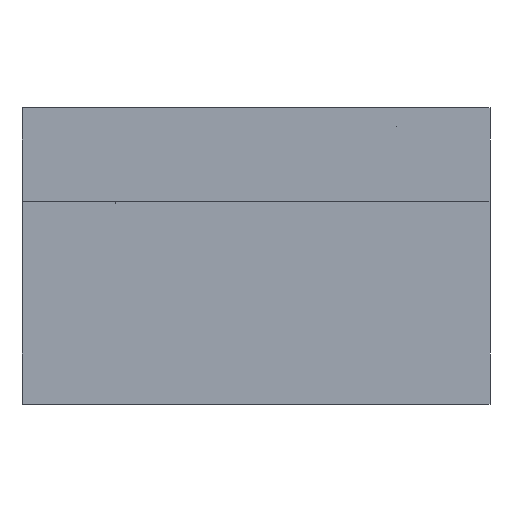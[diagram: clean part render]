
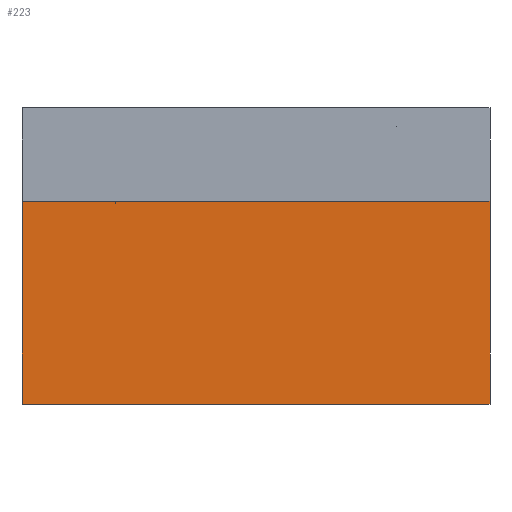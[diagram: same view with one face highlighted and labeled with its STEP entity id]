
A CAD part, front view. The second image highlights one B-rep face of the part: STEP entity #223.
In plain terms, the highlighted planar face has unit normal (0, -1, 0).
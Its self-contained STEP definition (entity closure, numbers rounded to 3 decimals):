
#25 = CARTESIAN_POINT ( 'NONE',  ( 15., -1.981, 3.384 ) ) ;
#33 = LINE ( 'NONE', #638, #65 ) ;
#43 = DIRECTION ( 'NONE',  ( -1., 0., 0. ) ) ;
#48 = CARTESIAN_POINT ( 'NONE',  ( 3., -1.981, 3.384 ) ) ;
#52 = LINE ( 'NONE', #25, #288 ) ;
#65 = VECTOR ( 'NONE', #404, 1000. ) ;
#66 = VERTEX_POINT ( 'NONE', #583 ) ;
#73 = VERTEX_POINT ( 'NONE', #632 ) ;
#74 = ORIENTED_EDGE ( 'NONE', *, *, #614, .F. ) ;
#78 = CARTESIAN_POINT ( 'NONE',  ( 0., -1.981, -3.116 ) ) ;
#102 = DIRECTION ( 'NONE',  ( -1., 0., 0. ) ) ;
#106 = CARTESIAN_POINT ( 'NONE',  ( 3., -1.981, 3.384 ) ) ;
#133 = VECTOR ( 'NONE', #43, 1000. ) ;
#160 = VERTEX_POINT ( 'NONE', #78 ) ;
#190 = DIRECTION ( 'NONE',  ( 0., 1., 0. ) ) ;
#223 = ADVANCED_FACE ( 'NONE', ( #369 ), #641, .F. ) ;
#247 = VECTOR ( 'NONE', #102, 1000. ) ;
#248 = CARTESIAN_POINT ( 'NONE',  ( 3., -1.981, -3.116 ) ) ;
#266 = EDGE_CURVE ( 'NONE', #600, #160, #33, .T. ) ;
#288 = VECTOR ( 'NONE', #629, 1000. ) ;
#293 = EDGE_CURVE ( 'NONE', #73, #160, #626, .T. ) ;
#298 = ORIENTED_EDGE ( 'NONE', *, *, #293, .F. ) ;
#333 = CARTESIAN_POINT ( 'NONE',  ( 0., -1.981, 3.384 ) ) ;
#343 = DIRECTION ( 'NONE',  ( 0., 0., 1. ) ) ;
#345 = AXIS2_PLACEMENT_3D ( 'NONE', #400, #190, #343 ) ;
#349 = ORIENTED_EDGE ( 'NONE', *, *, #359, .T. ) ;
#353 = LINE ( 'NONE', #48, #133 ) ;
#359 = EDGE_CURVE ( 'NONE', #427, #600, #353, .T. ) ;
#369 = FACE_OUTER_BOUND ( 'NONE', #394, .T. ) ;
#394 = EDGE_LOOP ( 'NONE', ( #515, #298, #74, #396, #349 ) ) ;
#396 = ORIENTED_EDGE ( 'NONE', *, *, #545, .T. ) ;
#400 = CARTESIAN_POINT ( 'NONE',  ( 3., -1.981, 0. ) ) ;
#404 = DIRECTION ( 'NONE',  ( 0., 0., -1. ) ) ;
#408 = CARTESIAN_POINT ( 'NONE',  ( 15., -1.981, 3.384 ) ) ;
#427 = VERTEX_POINT ( 'NONE', #106 ) ;
#445 = DIRECTION ( 'NONE',  ( -1., 0., 0. ) ) ;
#515 = ORIENTED_EDGE ( 'NONE', *, *, #266, .T. ) ;
#538 = VECTOR ( 'NONE', #445, 1000. ) ;
#545 = EDGE_CURVE ( 'NONE', #66, #427, #568, .T. ) ;
#568 = LINE ( 'NONE', #408, #247 ) ;
#583 = CARTESIAN_POINT ( 'NONE',  ( 15., -1.981, 3.384 ) ) ;
#600 = VERTEX_POINT ( 'NONE', #333 ) ;
#614 = EDGE_CURVE ( 'NONE', #66, #73, #52, .T. ) ;
#626 = LINE ( 'NONE', #248, #538 ) ;
#629 = DIRECTION ( 'NONE',  ( 0., 0., -1. ) ) ;
#632 = CARTESIAN_POINT ( 'NONE',  ( 15., -1.981, -3.116 ) ) ;
#638 = CARTESIAN_POINT ( 'NONE',  ( 0., -1.981, 0. ) ) ;
#641 = PLANE ( 'NONE',  #345 ) ;
